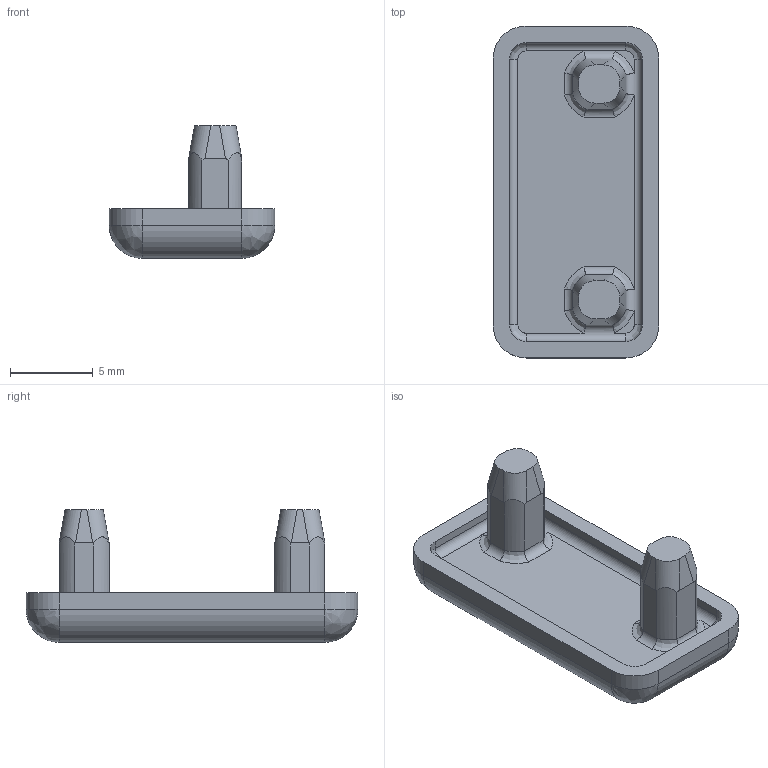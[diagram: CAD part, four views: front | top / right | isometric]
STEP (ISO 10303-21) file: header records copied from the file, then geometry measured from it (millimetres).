
FILE_DESCRIPTION (( 'STEP AP214' ), '1' );
FILE_NAME ('BASE05E1280-Embout 5 20x10 ép. 3 mm, gris.step', '2023-03-24T09:35:12', ( 'Altae' ), ( '' ), 'SwSTEP 2.0', 'SolidWorks 2021', '' );
FILE_SCHEMA (( 'AUTOMOTIVE_DESIGN' ));
Length unit declared in the file: millimetre
Products named in the file (1): BASE05E1280-Embout 5 20x10 廧. 3 mm, gris
Bounding box: 10 x 20 x 8 mm (x, y, z)
Volume: 499.2 mm3; surface area: 662.3 mm2
Topology: 1 solids, 1 shells, 83 faces, 208 edges, 124 vertices
Faces by surface type: cylinder 37, plane 30, bspline 16
Entity records: 2963 total; most frequent: CARTESIAN_POINT 1158, ORIENTED_EDGE 408, DIRECTION 320, EDGE_CURVE 204, VERTEX_POINT 124, AXIS2_PLACEMENT_3D 108, LINE 104, VECTOR 104
